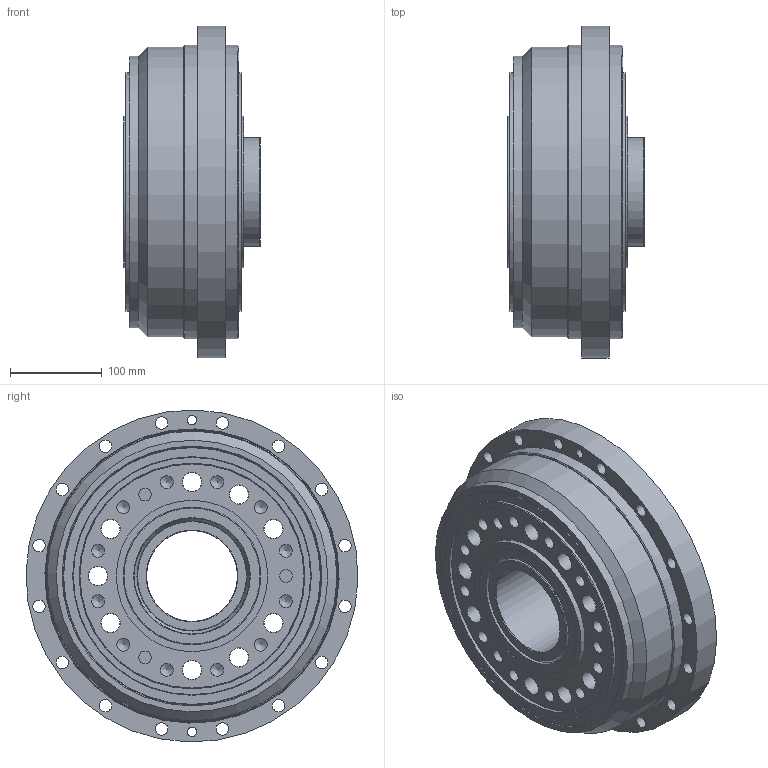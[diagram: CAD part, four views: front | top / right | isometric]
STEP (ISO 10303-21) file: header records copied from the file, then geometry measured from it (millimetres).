
FILE_DESCRIPTION(/* description */ (''),/* implementation_level */ '2;1');
FILE_NAME(/* name */ 'F2CF-C65_STD.stp',/* time_stamp */ '2017-12-07T09:50:40+09:00',/* author */ ('Thi_Nguyen'),/* organization */ (''),/* preprocessor_version */ 'ST-DEVELOPER v15.6',/* originating_system */ 'Autodesk Inventor 2015',/* authorisation */ '');
FILE_SCHEMA (('AUTOMOTIVE_DESIGN { 1 0 10303 214 3 1 1 }'));
Length unit declared in the file: millimetre
Products named in the file (1): F2CF-C65_STD
Bounding box: 149 x 361.91 x 361.91 mm (x, y, z)
Volume: 5602462.2 mm3; surface area: 883287.2 mm2
Topology: 1 solids, 11 shells, 341 faces, 726 edges, 468 vertices
Faces by surface type: cylinder 146, plane 101, cone 65, torus 29
Full cylindrical faces by diameter (mm): 4.134 x12, 10.106 x2, 13.5 x16, 13.835 x15, 16 x9, 17 x6, 20.5 x9, 21 x18, 25 x3, 28 x3, 29 x3, 99 x1, 119 x1, 120 x4, 127.2 x2, 137 x1, 145 x2, 150 x4, 165 x4, 170 x2, 233 x2, 239 x2, 240 x2, 245 x1, 260 x6, 265.04 x2, 267.5 x1, 276.8 x2, 280 x2, 281 x4
Entity records: 7928 total; most frequent: DIRECTION 1444, CARTESIAN_POINT 1138, ORIENTED_EDGE 826, EDGE_LOOP 742, AXIS2_PLACEMENT_3D 695, EDGE_CURVE 407, FACE_BOUND 401, VERTEX_POINT 389
